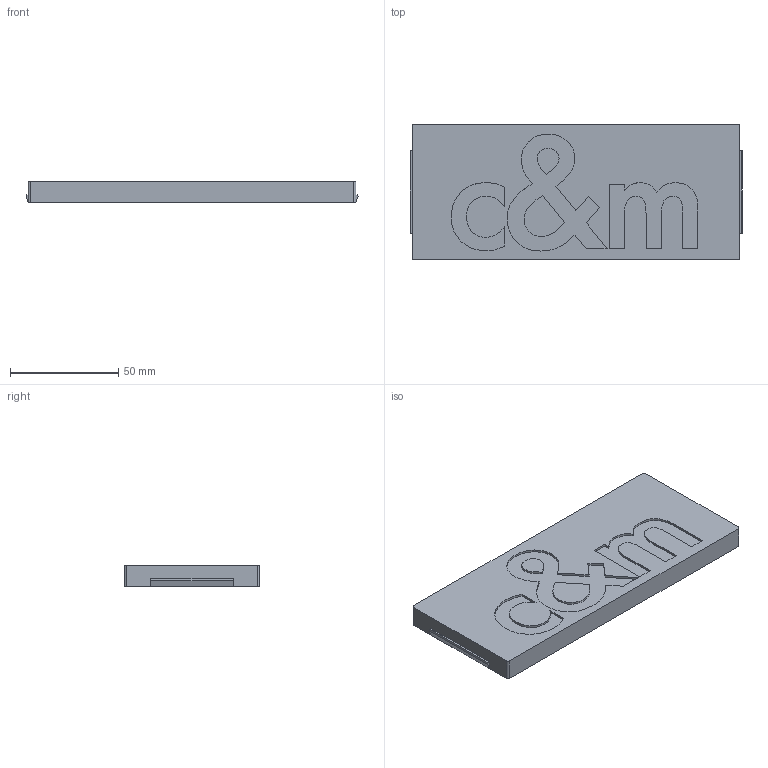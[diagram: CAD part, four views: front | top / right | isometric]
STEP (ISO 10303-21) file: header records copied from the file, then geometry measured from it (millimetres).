
FILE_DESCRIPTION(/* description */ (''),/* implementation_level */ '2;1');
FILE_NAME(/* name */ 'c&m bauer case logo v2.step',/* time_stamp */ '2024-06-24T01:45:55-07:00',/* author */ (''),/* organization */ (''),/* preprocessor_version */ 'ST-DEVELOPER v20',/* originating_system */ 'Autodesk Translation Framework v13.14.0.145',/* authorisation */ '');
FILE_SCHEMA (('AUTOMOTIVE_DESIGN { 1 0 10303 214 3 1 1 }'));
Length unit declared in the file: millimetre
Products named in the file (1): c&m bauer case logo
Bounding box: 153.27 x 62.5 x 10 mm (x, y, z)
Volume: 26319.6 mm3; surface area: 27600.5 mm2
Topology: 3 solids, 3 shells, 111 faces, 297 edges, 198 vertices
Faces by surface type: bspline 52, plane 51, cylinder 8
Entity records: 3958 total; most frequent: CARTESIAN_POINT 1491, ORIENTED_EDGE 594, DIRECTION 329, EDGE_CURVE 297, VERTEX_POINT 198, LINE 177, VECTOR 177, EDGE_LOOP 117
